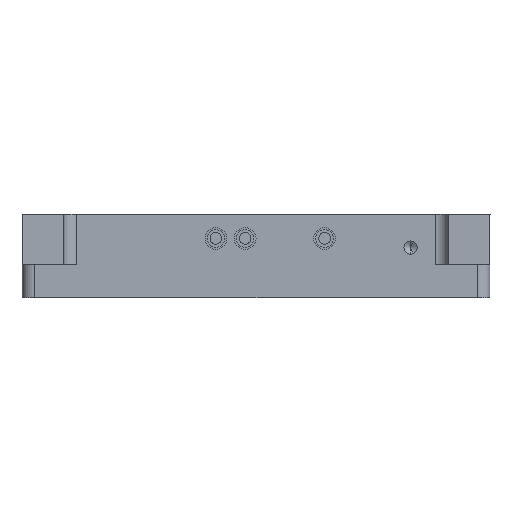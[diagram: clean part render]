
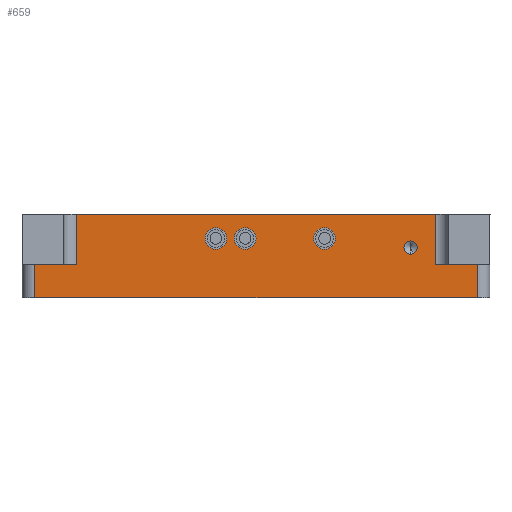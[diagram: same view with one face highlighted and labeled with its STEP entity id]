
A CAD part, front view. The second image highlights one B-rep face of the part: STEP entity #659.
In plain terms, the highlighted planar face has unit normal (0, -1, 0).
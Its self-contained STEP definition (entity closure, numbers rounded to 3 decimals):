
#116 = EDGE_CURVE ( 'NONE', #11253, #6919, #4708, .T. ) ;
#167 = EDGE_CURVE ( 'NONE', #8302, #6196, #9403, .T. ) ;
#249 = ORIENTED_EDGE ( 'NONE', *, *, #11408, .T. ) ;
#269 = DIRECTION ( 'NONE',  ( 0., 0., -1. ) ) ;
#293 = VERTEX_POINT ( 'NONE', #5326 ) ;
#457 = CARTESIAN_POINT ( 'NONE',  ( 23.2, 0., 5.8 ) ) ;
#659 = ADVANCED_FACE ( 'NONE', ( #6097, #8417, #2203, #3311, #7587 ), #7551, .T. ) ;
#680 = EDGE_CURVE ( 'NONE', #2214, #293, #3717, .T. ) ;
#745 = VERTEX_POINT ( 'NONE', #457 ) ;
#944 = CIRCLE ( 'NONE', #10400, 1.3 ) ;
#1044 = CARTESIAN_POINT ( 'NONE',  ( 1.5, 0., 4. ) ) ;
#1046 = EDGE_CURVE ( 'NONE', #293, #2214, #2739, .T. ) ;
#1260 = EDGE_LOOP ( 'NONE', ( #6702, #8292 ) ) ;
#1282 = DIRECTION ( 'NONE',  ( 0., 0., -1. ) ) ;
#1344 = ORIENTED_EDGE ( 'NONE', *, *, #7276, .T. ) ;
#1430 = ORIENTED_EDGE ( 'NONE', *, *, #167, .T. ) ;
#1436 = CARTESIAN_POINT ( 'NONE',  ( 46.5, 0., 6. ) ) ;
#1461 = DIRECTION ( 'NONE',  ( -1., 0., 0. ) ) ;
#1632 = CARTESIAN_POINT ( 'NONE',  ( 1.5, 0., 0. ) ) ;
#1721 = EDGE_CURVE ( 'NONE', #9862, #4471, #8400, .T. ) ;
#1824 = AXIS2_PLACEMENT_3D ( 'NONE', #10735, #8901, #7971 ) ;
#1833 = CARTESIAN_POINT ( 'NONE',  ( 54.5, 0., 4. ) ) ;
#2093 = LINE ( 'NONE', #4942, #3743 ) ;
#2171 = DIRECTION ( 'NONE',  ( 0., 1., 0. ) ) ;
#2203 = FACE_BOUND ( 'NONE', #1260, .T. ) ;
#2214 = VERTEX_POINT ( 'NONE', #7857 ) ;
#2222 = DIRECTION ( 'NONE',  ( 0., 0., -1. ) ) ;
#2267 = DIRECTION ( 'NONE',  ( 0., 0., -1. ) ) ;
#2278 = ORIENTED_EDGE ( 'NONE', *, *, #9090, .T. ) ;
#2281 = LINE ( 'NONE', #6433, #2561 ) ;
#2285 = ORIENTED_EDGE ( 'NONE', *, *, #680, .T. ) ;
#2341 = DIRECTION ( 'NONE',  ( 0., 1., 0. ) ) ;
#2398 = VERTEX_POINT ( 'NONE', #1833 ) ;
#2561 = VECTOR ( 'NONE', #8198, 1000. ) ;
#2563 = AXIS2_PLACEMENT_3D ( 'NONE', #8481, #4045, #7628 ) ;
#2668 = CARTESIAN_POINT ( 'NONE',  ( 46.5, 0., 6.8 ) ) ;
#2739 = CIRCLE ( 'NONE', #7213, 1.3 ) ;
#2807 = VERTEX_POINT ( 'NONE', #2668 ) ;
#2841 = CARTESIAN_POINT ( 'NONE',  ( 54.5, 0., -13.036 ) ) ;
#2928 = ORIENTED_EDGE ( 'NONE', *, *, #6600, .T. ) ;
#3311 = FACE_BOUND ( 'NONE', #6055, .T. ) ;
#3359 = CARTESIAN_POINT ( 'NONE',  ( 54.5, 0., 0. ) ) ;
#3465 = VECTOR ( 'NONE', #6805, 1000. ) ;
#3551 = AXIS2_PLACEMENT_3D ( 'NONE', #1436, #8652, #11205 ) ;
#3588 = ORIENTED_EDGE ( 'NONE', *, *, #116, .T. ) ;
#3717 = CIRCLE ( 'NONE', #8471, 1.3 ) ;
#3743 = VECTOR ( 'NONE', #1461, 1000. ) ;
#3758 = CARTESIAN_POINT ( 'NONE',  ( 23.2, 0., 7.1 ) ) ;
#3779 = CARTESIAN_POINT ( 'NONE',  ( 0., 0., 4. ) ) ;
#3969 = CARTESIAN_POINT ( 'NONE',  ( 6.5, 0., 0. ) ) ;
#4031 = VECTOR ( 'NONE', #7804, 1000. ) ;
#4045 = DIRECTION ( 'NONE',  ( 0., -1., 0. ) ) ;
#4142 = DIRECTION ( 'NONE',  ( 0., 0., -1. ) ) ;
#4226 = EDGE_LOOP ( 'NONE', ( #8214, #249 ) ) ;
#4365 = VERTEX_POINT ( 'NONE', #6703 ) ;
#4418 = LINE ( 'NONE', #3969, #6488 ) ;
#4419 = ORIENTED_EDGE ( 'NONE', *, *, #1046, .T. ) ;
#4471 = VERTEX_POINT ( 'NONE', #4570 ) ;
#4484 = VERTEX_POINT ( 'NONE', #9812 ) ;
#4570 = CARTESIAN_POINT ( 'NONE',  ( 26.7, 0., 8.4 ) ) ;
#4625 = EDGE_LOOP ( 'NONE', ( #4419, #2285 ) ) ;
#4708 = LINE ( 'NONE', #11295, #3465 ) ;
#4769 = CARTESIAN_POINT ( 'NONE',  ( 49.5, 0., 10. ) ) ;
#4942 = CARTESIAN_POINT ( 'NONE',  ( 0., 0., 4. ) ) ;
#4977 = CARTESIAN_POINT ( 'NONE',  ( 36.2, 0., 7.1 ) ) ;
#5059 = AXIS2_PLACEMENT_3D ( 'NONE', #3758, #5652, #9929 ) ;
#5197 = LINE ( 'NONE', #2841, #6419 ) ;
#5326 = CARTESIAN_POINT ( 'NONE',  ( 36.2, 0., 5.8 ) ) ;
#5378 = DIRECTION ( 'NONE',  ( 0., 1., 0. ) ) ;
#5505 = CARTESIAN_POINT ( 'NONE',  ( 49.5, 0., 4. ) ) ;
#5554 = DIRECTION ( 'NONE',  ( -1., 0., 0. ) ) ;
#5652 = DIRECTION ( 'NONE',  ( 0., 1., 0. ) ) ;
#5854 = EDGE_CURVE ( 'NONE', #745, #4365, #6746, .T. ) ;
#5862 = CARTESIAN_POINT ( 'NONE',  ( 0., 0., 0. ) ) ;
#5881 = AXIS2_PLACEMENT_3D ( 'NONE', #6268, #5378, #10752 ) ;
#6025 = AXIS2_PLACEMENT_3D ( 'NONE', #9271, #2171, #1282 ) ;
#6055 = EDGE_LOOP ( 'NONE', ( #11266, #8742 ) ) ;
#6097 = FACE_BOUND ( 'NONE', #4625, .T. ) ;
#6169 = VECTOR ( 'NONE', #5554, 1000. ) ;
#6196 = VERTEX_POINT ( 'NONE', #11060 ) ;
#6268 = CARTESIAN_POINT ( 'NONE',  ( 26.7, 0., 7.1 ) ) ;
#6419 = VECTOR ( 'NONE', #269, 1000. ) ;
#6433 = CARTESIAN_POINT ( 'NONE',  ( 49.5, 0., 0. ) ) ;
#6488 = VECTOR ( 'NONE', #2222, 1000. ) ;
#6500 = VERTEX_POINT ( 'NONE', #3359 ) ;
#6600 = EDGE_CURVE ( 'NONE', #11403, #8302, #9875, .T. ) ;
#6676 = ORIENTED_EDGE ( 'NONE', *, *, #9127, .T. ) ;
#6702 = ORIENTED_EDGE ( 'NONE', *, *, #1721, .T. ) ;
#6703 = CARTESIAN_POINT ( 'NONE',  ( 23.2, 0., 8.4 ) ) ;
#6746 = CIRCLE ( 'NONE', #5059, 1.3 ) ;
#6795 = ORIENTED_EDGE ( 'NONE', *, *, #10761, .T. ) ;
#6805 = DIRECTION ( 'NONE',  ( -1., 0., 0. ) ) ;
#6821 = EDGE_CURVE ( 'NONE', #2807, #4484, #8088, .T. ) ;
#6919 = VERTEX_POINT ( 'NONE', #10502 ) ;
#7050 = DIRECTION ( 'NONE',  ( 0., 1., 0. ) ) ;
#7201 = VECTOR ( 'NONE', #10219, 1000. ) ;
#7213 = AXIS2_PLACEMENT_3D ( 'NONE', #9386, #11182, #4142 ) ;
#7228 = VERTEX_POINT ( 'NONE', #5505 ) ;
#7264 = EDGE_CURVE ( 'NONE', #2398, #6500, #5197, .T. ) ;
#7276 = EDGE_CURVE ( 'NONE', #7228, #11253, #2281, .T. ) ;
#7551 = PLANE ( 'NONE',  #2563 ) ;
#7587 = FACE_OUTER_BOUND ( 'NONE', #9326, .T. ) ;
#7628 = DIRECTION ( 'NONE',  ( 0., 0., -1. ) ) ;
#7704 = EDGE_CURVE ( 'NONE', #4471, #9862, #8482, .T. ) ;
#7804 = DIRECTION ( 'NONE',  ( 0., 0., -1. ) ) ;
#7857 = CARTESIAN_POINT ( 'NONE',  ( 36.2, 0., 8.4 ) ) ;
#7971 = DIRECTION ( 'NONE',  ( 0., 0., -1. ) ) ;
#8088 = CIRCLE ( 'NONE', #3551, 0.8 ) ;
#8198 = DIRECTION ( 'NONE',  ( 0., 0., 1. ) ) ;
#8214 = ORIENTED_EDGE ( 'NONE', *, *, #5854, .T. ) ;
#8292 = ORIENTED_EDGE ( 'NONE', *, *, #7704, .T. ) ;
#8302 = VERTEX_POINT ( 'NONE', #1044 ) ;
#8400 = CIRCLE ( 'NONE', #1824, 1.3 ) ;
#8417 = FACE_BOUND ( 'NONE', #4226, .T. ) ;
#8471 = AXIS2_PLACEMENT_3D ( 'NONE', #4977, #2341, #2267 ) ;
#8481 = CARTESIAN_POINT ( 'NONE',  ( 0., 0., 0. ) ) ;
#8482 = CIRCLE ( 'NONE', #5881, 1.3 ) ;
#8652 = DIRECTION ( 'NONE',  ( 0., 1., 0. ) ) ;
#8742 = ORIENTED_EDGE ( 'NONE', *, *, #6821, .T. ) ;
#8792 = CARTESIAN_POINT ( 'NONE',  ( 23.2, 0., 7.1 ) ) ;
#8838 = CIRCLE ( 'NONE', #6025, 0.8 ) ;
#8901 = DIRECTION ( 'NONE',  ( 0., 1., 0. ) ) ;
#9090 = EDGE_CURVE ( 'NONE', #6196, #6500, #9557, .T. ) ;
#9127 = EDGE_CURVE ( 'NONE', #2398, #7228, #2093, .T. ) ;
#9271 = CARTESIAN_POINT ( 'NONE',  ( 46.5, 0., 6. ) ) ;
#9326 = EDGE_LOOP ( 'NONE', ( #3588, #6795, #2928, #1430, #2278, #10265, #6676, #1344 ) ) ;
#9386 = CARTESIAN_POINT ( 'NONE',  ( 36.2, 0., 7.1 ) ) ;
#9403 = LINE ( 'NONE', #1632, #4031 ) ;
#9557 = LINE ( 'NONE', #5862, #7201 ) ;
#9640 = EDGE_CURVE ( 'NONE', #4484, #2807, #8838, .T. ) ;
#9751 = DIRECTION ( 'NONE',  ( 0., 0., -1. ) ) ;
#9812 = CARTESIAN_POINT ( 'NONE',  ( 46.5, 0., 5.2 ) ) ;
#9862 = VERTEX_POINT ( 'NONE', #10483 ) ;
#9875 = LINE ( 'NONE', #3779, #6169 ) ;
#9929 = DIRECTION ( 'NONE',  ( 0., 0., -1. ) ) ;
#10219 = DIRECTION ( 'NONE',  ( 1., 0., 0. ) ) ;
#10265 = ORIENTED_EDGE ( 'NONE', *, *, #7264, .F. ) ;
#10400 = AXIS2_PLACEMENT_3D ( 'NONE', #8792, #7050, #9751 ) ;
#10483 = CARTESIAN_POINT ( 'NONE',  ( 26.7, 0., 5.8 ) ) ;
#10502 = CARTESIAN_POINT ( 'NONE',  ( 6.5, 0., 10. ) ) ;
#10735 = CARTESIAN_POINT ( 'NONE',  ( 26.7, 0., 7.1 ) ) ;
#10752 = DIRECTION ( 'NONE',  ( 0., 0., -1. ) ) ;
#10761 = EDGE_CURVE ( 'NONE', #6919, #11403, #4418, .T. ) ;
#11060 = CARTESIAN_POINT ( 'NONE',  ( 1.5, 0., 0. ) ) ;
#11182 = DIRECTION ( 'NONE',  ( 0., 1., 0. ) ) ;
#11205 = DIRECTION ( 'NONE',  ( 0., 0., -1. ) ) ;
#11253 = VERTEX_POINT ( 'NONE', #4769 ) ;
#11266 = ORIENTED_EDGE ( 'NONE', *, *, #9640, .T. ) ;
#11295 = CARTESIAN_POINT ( 'NONE',  ( 0., 0., 10. ) ) ;
#11403 = VERTEX_POINT ( 'NONE', #11428 ) ;
#11408 = EDGE_CURVE ( 'NONE', #4365, #745, #944, .T. ) ;
#11428 = CARTESIAN_POINT ( 'NONE',  ( 6.5, 0., 4. ) ) ;
